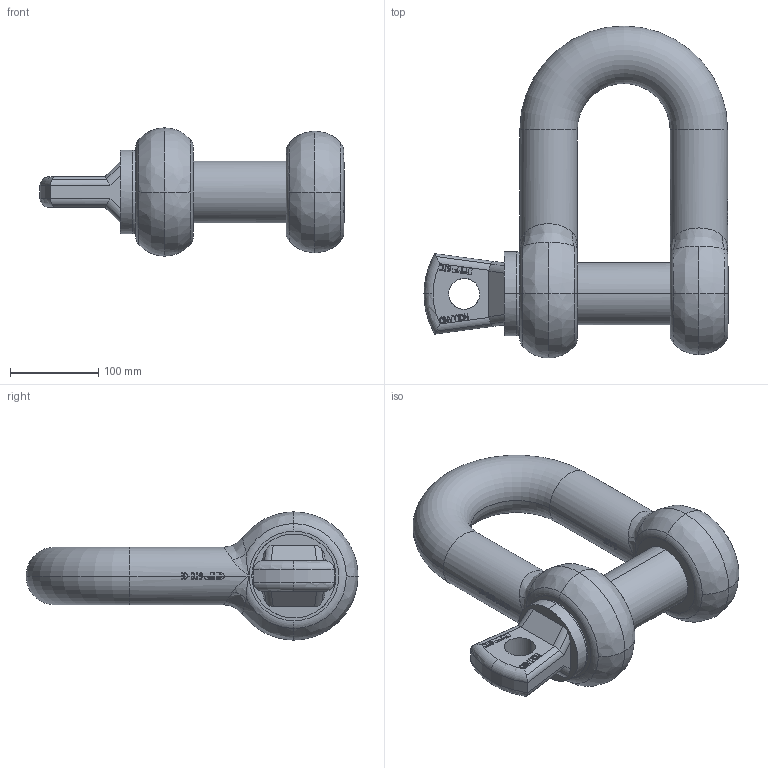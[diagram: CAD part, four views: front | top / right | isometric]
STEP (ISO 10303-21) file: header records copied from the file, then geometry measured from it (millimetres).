
FILE_DESCRIPTION(('.'),'2;1');
FILE_NAME('GPGDBB65.stp','2012-01-15T12:52:40+00:00',('.'),('.'),'','STEP AP214','.');
FILE_SCHEMA(('AUTOMOTIVE_DESIGN { 1 0 10303 214 1 1 1 1 }'));
Length unit declared in the file: millimetre
Products named in the file (3): GPGDBB65; 55; 55_1
Assembly tree (2 placements, depth 2):
  GPGDBB65
    55
    55_1
Bounding box: 344 x 375.5 x 145 mm (x, y, z)
Volume: 4175659.5 mm3; surface area: 312005.8 mm2
Topology: 2 solids, 2 shells, 751 faces, 2369 edges, 1638 vertices
Faces by surface type: bspline 305, plane 280, cylinder 142, torus 22, cone 2
Entity records: 32586 total; most frequent: CARTESIAN_POINT 14692, ORIENTED_EDGE 4722, EDGE_CURVE 2361, DIRECTION 1672, VERTEX_POINT 1638, B_SPLINE_CURVE_WITH_KNOTS 1480, EDGE_LOOP 781, ADVANCED_FACE 751
